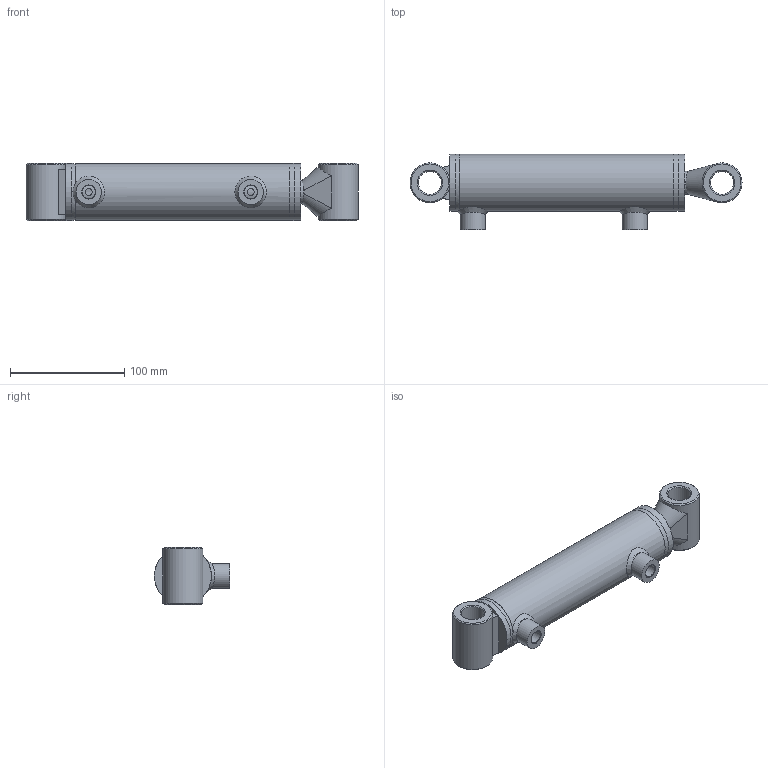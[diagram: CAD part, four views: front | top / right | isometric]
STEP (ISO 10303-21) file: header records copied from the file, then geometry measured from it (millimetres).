
FILE_DESCRIPTION(/* description */ (''),/* implementation_level */ '2;1');
FILE_NAME(/* name */ 'CY0400200150B20B20-2.stp',/* time_stamp */ '2022-06-01T09:25:37+02:00',/* author */ ('msn'),/* organization */ (''),/* preprocessor_version */ 'ST-DEVELOPER v19',/* originating_system */ 'Autodesk Inventor 2023',/* authorisation */ '');
FILE_SCHEMA (('AUTOMOTIVE_DESIGN { 1 0 10303 214 3 1 1 }'));
Length unit declared in the file: millimetre
Products named in the file (8): CY0400200150B20B20-1; CY0400200150B20B20-1_1; rør Ø50ø40; stok Ø20; indskruning; end plug; bøsning 1-4''; svejsebøsning Ø35ø20,2
Assembly tree (7 placements, depth 2):
  CY0400200150B20B20-1
    CY0400200150B20B20-1_1
    rør Ø50ø40
    stok Ø20
    indskruning
    end plug
    svejsebøsning Ø35ø20,2  x2
  bøsning 1-4''
Bounding box: 291 x 66 x 50 mm (x, y, z)
Volume: 296579.3 mm3; surface area: 111706.9 mm2
Topology: 14 solids, 14 shells, 82 faces, 164 edges, 103 vertices
Faces by surface type: plane 29, cylinder 29, cone 16, bspline 8
Full cylindrical faces by diameter (mm): 6 x2, 11.445 x2, 20 x2, 20.2 x2, 22 x4, 35 x2, 40 x2, 50 x5
Entity records: 3591 total; most frequent: CARTESIAN_POINT 1839, DIRECTION 319, ORIENTED_EDGE 274, EDGE_CURVE 137, AXIS2_PLACEMENT_3D 132, VERTEX_POINT 86, EDGE_LOOP 83, FACE_OUTER_BOUND 68
